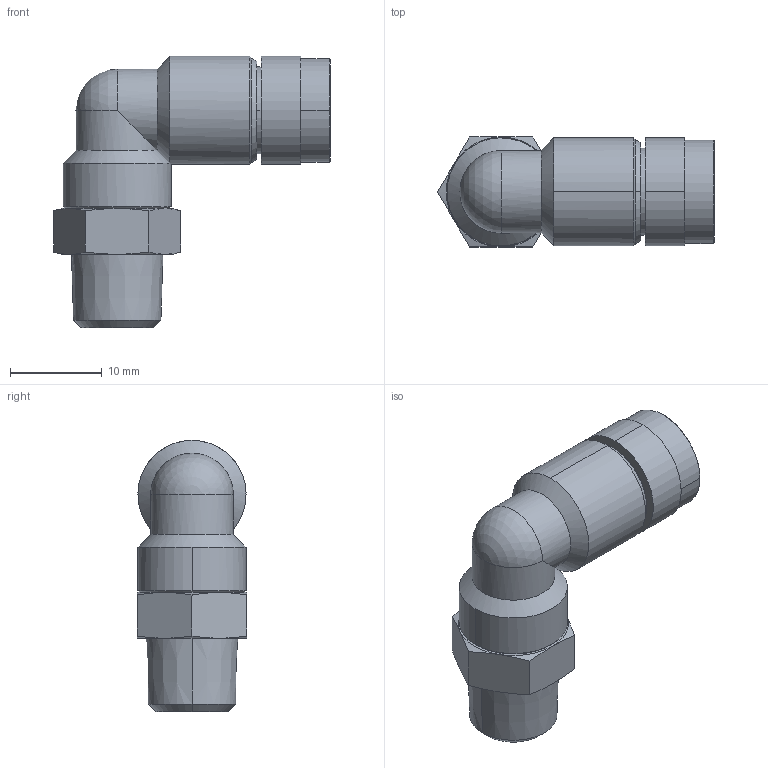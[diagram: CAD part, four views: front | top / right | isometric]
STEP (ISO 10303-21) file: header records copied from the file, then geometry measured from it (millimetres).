
FILE_DESCRIPTION(/* description */ ('AP214 STEP file'),/* implementation_level */ '2;1');
FILE_NAME(/* name */ 'KL6-01.stp',/* time_stamp */ '2024-07-09T15:33:52+09:00',/* author */ (''),/* organization */ (''),/* preprocessor_version */ 'ST-DEVELOPER v17.1',/* originating_system */ 'Elysium Co. Ltd. STEP Translator v8.1.0.6',/* authorisation */ '');
FILE_SCHEMA (('AUTOMOTIVE_DESIGN { 1 0 10303 214 3 1 1 }'));
Length unit declared in the file: millimetre
Products named in the file (1): KL6-01
Bounding box: 30.18 x 12 x 29.6 mm (x, y, z)
Volume: 3742.2 mm3; surface area: 2306.3 mm2
Topology: 1 solids, 1 shells, 58 faces, 124 edges, 74 vertices
Faces by surface type: cone 26, cylinder 16, plane 15, sphere 1
Entity records: 1199 total; most frequent: ORIENTED_EDGE 246, CARTESIAN_POINT 159, AXIS2_PLACEMENT_3D 124, EDGE_CURVE 123, VERTEX_POINT 74, EDGE_LOOP 65, CIRCLE 61, ADVANCED_FACE 58
